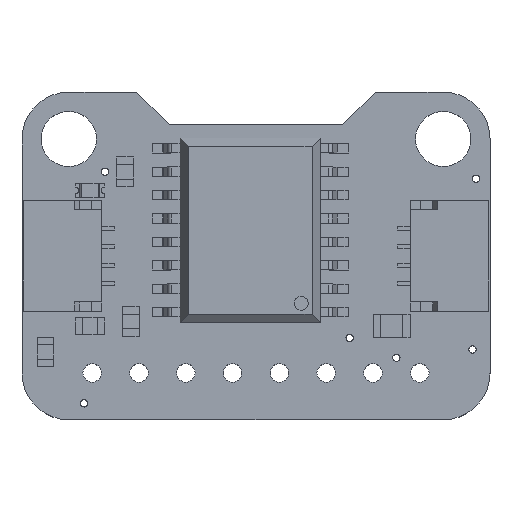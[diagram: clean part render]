
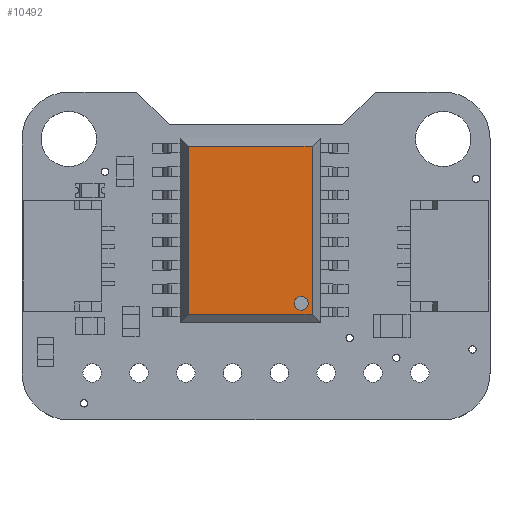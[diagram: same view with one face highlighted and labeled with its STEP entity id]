
A CAD part, top view. The second image highlights one B-rep face of the part: STEP entity #10492.
In plain terms, the highlighted planar face has unit normal (0, 0, 1).
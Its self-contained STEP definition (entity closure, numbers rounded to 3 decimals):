
#161=FACE_BOUND('',#1576,.T.);
#434=PLANE('',#11321);
#946=FACE_OUTER_BOUND('',#1575,.T.);
#1575=EDGE_LOOP('',(#8719,#8720,#8721,#8722));
#1576=EDGE_LOOP('',(#8723));
#2542=LINE('',#16489,#3752);
#2546=LINE('',#16497,#3756);
#2549=LINE('',#16503,#3759);
#2553=LINE('',#16509,#3763);
#3752=VECTOR('',#13400,10.);
#3756=VECTOR('',#13406,10.);
#3759=VECTOR('',#13411,10.);
#3763=VECTOR('',#13417,10.);
#4362=CIRCLE('',#11312,0.38);
#5056=VERTEX_POINT('',#16480);
#5058=VERTEX_POINT('',#16487);
#5059=VERTEX_POINT('',#16488);
#5062=VERTEX_POINT('',#16496);
#5064=VERTEX_POINT('',#16502);
#6333=EDGE_CURVE('',#5056,#5056,#4362,.T.);
#6336=EDGE_CURVE('',#5058,#5059,#2542,.T.);
#6340=EDGE_CURVE('',#5059,#5062,#2546,.T.);
#6343=EDGE_CURVE('',#5062,#5064,#2549,.T.);
#6347=EDGE_CURVE('',#5064,#5058,#2553,.T.);
#8719=ORIENTED_EDGE('',*,*,#6336,.F.);
#8720=ORIENTED_EDGE('',*,*,#6347,.F.);
#8721=ORIENTED_EDGE('',*,*,#6343,.F.);
#8722=ORIENTED_EDGE('',*,*,#6340,.F.);
#8723=ORIENTED_EDGE('',*,*,#6333,.T.);
#10492=ADVANCED_FACE('',(#946,#161),#434,.T.);
#11312=AXIS2_PLACEMENT_3D('',#16481,#13391,#13392);
#11321=AXIS2_PLACEMENT_3D('',#16520,#13427,#13428);
#13391=DIRECTION('center_axis',(0.,0.,-1.));
#13392=DIRECTION('ref_axis',(0.,1.,0.));
#13400=DIRECTION('',(-1.,0.,0.));
#13406=DIRECTION('',(0.,1.,0.));
#13411=DIRECTION('',(1.,0.,0.));
#13417=DIRECTION('',(0.,-1.,0.));
#13427=DIRECTION('center_axis',(0.,0.,1.));
#13428=DIRECTION('ref_axis',(0.,1.,0.));
#16480=CARTESIAN_POINT('',(-3.975,-3.155,2.65));
#16481=CARTESIAN_POINT('Origin',(-3.975,-2.775,2.65));
#16487=CARTESIAN_POINT('',(4.56,-3.36,2.65));
#16488=CARTESIAN_POINT('',(-4.56,-3.36,2.65));
#16489=CARTESIAN_POINT('',(-2.5,-3.36,2.65));
#16496=CARTESIAN_POINT('',(-4.56,3.36,2.65));
#16497=CARTESIAN_POINT('',(-4.56,1.9,2.65));
#16502=CARTESIAN_POINT('',(4.56,3.36,2.65));
#16503=CARTESIAN_POINT('',(2.5,3.36,2.65));
#16509=CARTESIAN_POINT('',(4.56,-1.9,2.65));
#16520=CARTESIAN_POINT('Origin',(0.,0.,2.65));
